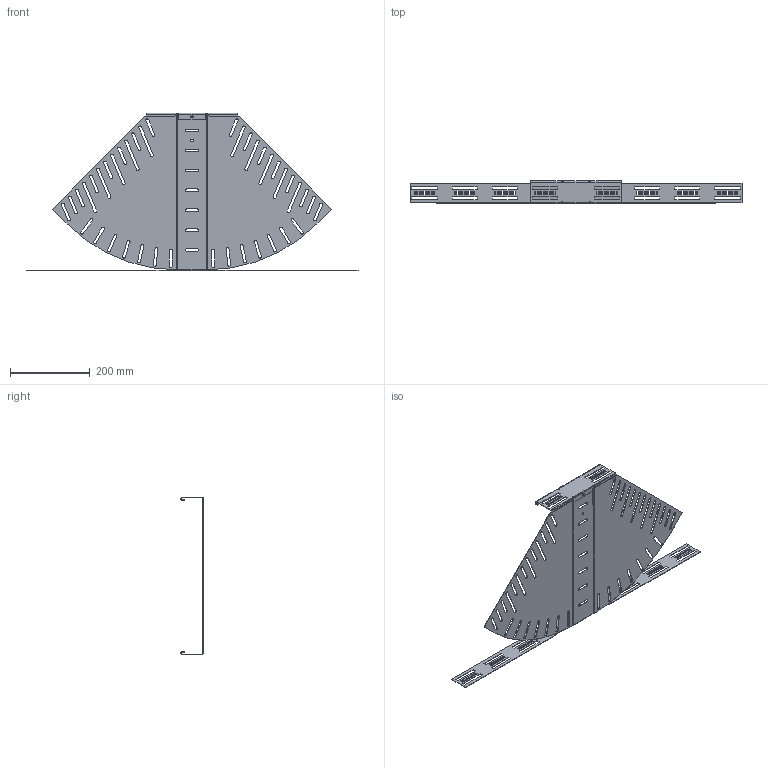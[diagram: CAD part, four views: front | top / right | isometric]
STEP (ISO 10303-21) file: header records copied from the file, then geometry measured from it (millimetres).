
FILE_DESCRIPTION (( 'STEP AP214' ), '1' );
FILE_NAME ('6037158.STEP', '2024-10-22T12:14:10', ( '' ), ( '' ), 'SwSTEP 2.0', 'SolidWorks 2024', '' );
FILE_SCHEMA (( 'AUTOMOTIVE_DESIGN' ));
Length unit declared in the file: millimetre
Products named in the file (3): 6037158; 167753_400; 167655_60x0°
Assembly tree (2 placements, depth 2):
  6037158
    167753_400
    167655_60x0°
Bounding box: 834 x 57 x 395 mm (x, y, z)
Volume: 275069.5 mm3; surface area: 456696.7 mm2
Topology: 2 solids, 2 shells, 792 faces, 2268 edges, 1480 vertices
Faces by surface type: plane 540, cylinder 242, bspline 10
Entity records: 26546 total; most frequent: CARTESIAN_POINT 4913, ORIENTED_EDGE 4536, DIRECTION 4266, EDGE_CURVE 2268, LINE 1764, VECTOR 1764, VERTEX_POINT 1480, AXIS2_PLACEMENT_3D 1251
